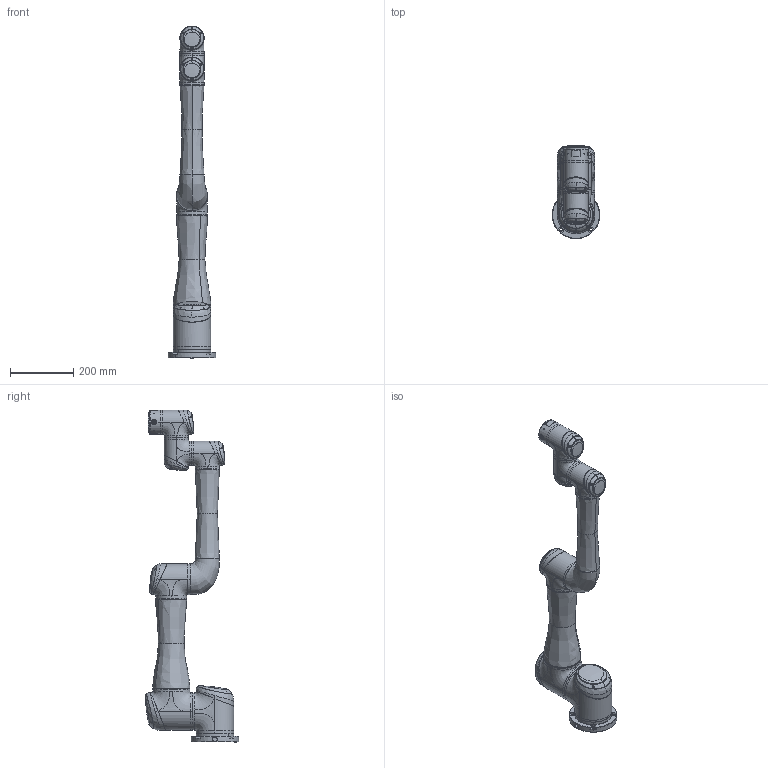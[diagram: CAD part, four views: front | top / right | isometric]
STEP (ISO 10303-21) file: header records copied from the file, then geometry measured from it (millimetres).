
FILE_DESCRIPTION (( 'STEP AP214' ), '1' );
FILE_NAME ('EC66.STEP', '2020-04-15T01:57:08', ( '' ), ( '' ), 'SwSTEP 2.0', 'SolidWorks 2017', '' );
FILE_SCHEMA (( 'AUTOMOTIVE_DESIGN' ));
Length unit declared in the file: millimetre
Products named in the file (8): EC66-Base; EC66; EC66-J5; EC66-J2_Link1_J3; EC66-J6; EC66-Link2A_Link2B_J4; EC66-J1; EC66-Flange
Assembly tree (7 placements, depth 2):
  EC66
    EC66-Base
    EC66-J1
    EC66-J2_Link1_J3
    EC66-Link2A_Link2B_J4
    EC66-J5
    EC66-J6
    EC66-Flange
Bounding box: 150 x 294.72 x 1048 mm (x, y, z)
Volume: 10464609.4 mm3; surface area: 863729.3 mm2
Topology: 29 solids, 35 shells, 1474 faces, 3494 edges, 2157 vertices
Faces by surface type: bspline 737, cylinder 423, plane 194, cone 67, torus 53
Entity records: 309510 total; most frequent: CARTESIAN_POINT 280392, ORIENTED_EDGE 6914, DIRECTION 3808, EDGE_CURVE 3457, VERTEX_POINT 2157, B_SPLINE_CURVE_WITH_KNOTS 1961, AXIS2_PLACEMENT_3D 1621, EDGE_LOOP 1616
